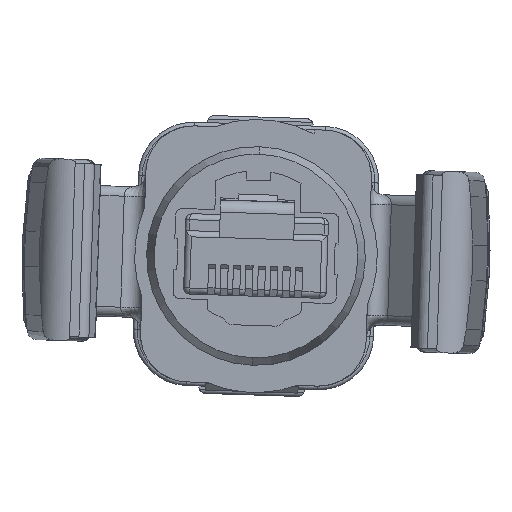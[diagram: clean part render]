
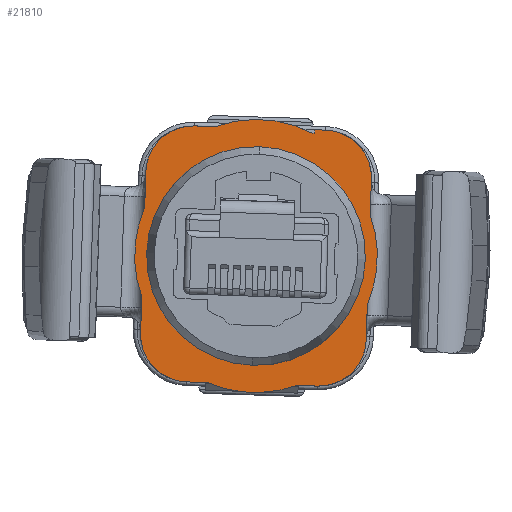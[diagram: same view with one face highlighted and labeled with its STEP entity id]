
A CAD part, front view. The second image highlights one B-rep face of the part: STEP entity #21810.
In plain terms, the highlighted face is planar.
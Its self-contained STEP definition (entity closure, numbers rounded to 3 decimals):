
#19990=CARTESIAN_POINT('',(-215.586,165.389,2.05));
#20000=VERTEX_POINT('',#19990);
#20080=CARTESIAN_POINT('',(-233.536,165.389,2.05));
#20090=VERTEX_POINT('',#20080);
#20120=CARTESIAN_POINT('',(-224.561,165.389,2.05));
#20130=DIRECTION('',(0.,0.,-1.));
#20140=DIRECTION('',(-1.,0.,0.));
#20150=AXIS2_PLACEMENT_3D('',#20120,#20130,#20140);
#20160=CIRCLE('',#20150,8.975);
#20170=EDGE_CURVE('',#20000,#20090,#20160,.T.);
#20290=CARTESIAN_POINT('',(-215.301,166.639,2.05)
);
#20300=DIRECTION('',(0.,0.,-1.));
#20310=DIRECTION('',(-1.,0.,0.));
#20320=AXIS2_PLACEMENT_3D('',#20290,#20300,#20310);
#20330=PLANE('',#20320);
#20340=EDGE_CURVE('',#20090,#20000,#20160,.T.);
#20350=ORIENTED_EDGE('',*,*,#20340,.F.);
#20360=ORIENTED_EDGE('',*,*,#20170,.F.);
#20370=EDGE_LOOP('',(#20360,#20350));
#20380=FACE_BOUND('',#20370,.T.);
#20390=CARTESIAN_POINT('',(-224.561,164.139,2.05));
#20400=DIRECTION('',(0.,0.,1.));
#20410=DIRECTION('',(0.,1.,0.));
#20420=AXIS2_PLACEMENT_3D('',#20390,#20400,#20410);
#20430=CIRCLE('',#20420,9.96);
#20440=CARTESIAN_POINT('',(-228.229,154.879,
2.05));
#20450=VERTEX_POINT('',#20440);
#20460=CARTESIAN_POINT('',(-220.211,155.179,
2.05));
#20470=VERTEX_POINT('',#20460);
#20480=EDGE_CURVE('',#20450,#20470,#20430,.T.);
#20490=ORIENTED_EDGE('',*,*,#20480,.F.);
#20500=CARTESIAN_POINT('',(-225.561,155.179,2.05
));
#20510=DIRECTION('',(1.,0.,0.));
#20520=VECTOR('',#20510,1.);
#20530=LINE('',#20500,#20520);
#20540=CARTESIAN_POINT('',(-220.061,155.179,
2.05));
#20550=VERTEX_POINT('',#20540);
#20560=EDGE_CURVE('',#20470,#20550,#20530,.T.);
#20570=ORIENTED_EDGE('',*,*,#20560,.F.);
#20580=CARTESIAN_POINT('',(-220.061,224.19,2.05
));
#20590=DIRECTION('',(0.,1.,0.));
#20600=VECTOR('',#20590,1.);
#20610=LINE('',#20580,#20600);
#20620=CARTESIAN_POINT('',(-220.061,154.879,
2.05));
#20630=VERTEX_POINT('',#20620);
#20640=EDGE_CURVE('',#20630,#20550,#20610,.T.);
#20650=ORIENTED_EDGE('',*,*,#20640,.T.);
#20660=CARTESIAN_POINT('',(-225.561,154.879,2.05)
);
#20670=DIRECTION('',(1.,-0.,0.));
#20680=VECTOR('',#20670,1.);
#20690=LINE('',#20660,#20680);
#20700=CARTESIAN_POINT('',(-219.201,154.879,
2.05));
#20710=VERTEX_POINT('',#20700);
#20720=EDGE_CURVE('',#20630,#20710,#20690,.T.);
#20730=ORIENTED_EDGE('',*,*,#20720,.F.);
#20740=CARTESIAN_POINT('',(-219.201,158.779,
2.05));
#20750=DIRECTION('',(0.,0.,-1.));
#20760=DIRECTION('',(0.,1.,0.));
#20770=AXIS2_PLACEMENT_3D('',#20740,#20750,#20760);
#20780=CIRCLE('',#20770,3.9);
#20790=CARTESIAN_POINT('',(-215.301,158.779,
2.05));
#20800=VERTEX_POINT('',#20790);
#20810=EDGE_CURVE('',#20800,#20710,#20780,.T.);
#20820=ORIENTED_EDGE('',*,*,#20810,.T.);
#20830=CARTESIAN_POINT('',(-215.301,224.19,2.05)
);
#20840=DIRECTION('',(0.,1.,0.));
#20850=VECTOR('',#20840,1.);
#20860=LINE('',#20830,#20850);
#20870=CARTESIAN_POINT('',(-215.301,161.721,
2.05));
#20880=VERTEX_POINT('',#20870);
#20890=EDGE_CURVE('',#20800,#20880,#20860,.T.);
#20900=ORIENTED_EDGE('',*,*,#20890,.F.);
#20910=CARTESIAN_POINT('',(-224.561,165.389,2.05));
#20920=DIRECTION('',(0.,0.,1.));
#20930=DIRECTION('',(-1.,0.,0.));
#20940=AXIS2_PLACEMENT_3D('',#20910,#20920,#20930);
#20950=CIRCLE('',#20940,9.96);
#20960=CARTESIAN_POINT('',(-215.301,169.057,
2.05));
#20970=VERTEX_POINT('',#20960);
#20980=EDGE_CURVE('',#20880,#20970,#20950,.T.);
#20990=ORIENTED_EDGE('',*,*,#20980,.F.);
#21000=CARTESIAN_POINT('',(-215.301,171.999,
2.05));
#21010=VERTEX_POINT('',#21000);
#21020=EDGE_CURVE('',#20970,#21010,#20860,.T.);
#21030=ORIENTED_EDGE('',*,*,#21020,.F.);
#21040=CARTESIAN_POINT('',(-219.201,171.999,
2.05));
#21050=DIRECTION('',(0.,0.,-1.));
#21060=DIRECTION('',(0.,1.,0.));
#21070=AXIS2_PLACEMENT_3D('',#21040,#21050,#21060);
#21080=CIRCLE('',#21070,3.9);
#21090=CARTESIAN_POINT('',(-219.201,175.899,
2.05));
#21100=VERTEX_POINT('',#21090);
#21110=EDGE_CURVE('',#21100,#21010,#21080,.T.);
#21120=ORIENTED_EDGE('',*,*,#21110,.T.);
#21130=CARTESIAN_POINT('',(-225.561,175.899,2.05
));
#21140=DIRECTION('',(-1.,0.,0.));
#21150=VECTOR('',#21140,1.);
#21160=LINE('',#21130,#21150);
#21170=CARTESIAN_POINT('',(-220.893,175.899,
2.05));
#21180=VERTEX_POINT('',#21170);
#21190=EDGE_CURVE('',#21100,#21180,#21160,.T.);
#21200=ORIENTED_EDGE('',*,*,#21190,.F.);
#21210=CARTESIAN_POINT('',(-224.561,166.639,2.05));
#21220=DIRECTION('',(0.,0.,1.));
#21230=DIRECTION('',(0.,-1.,0.));
#21240=AXIS2_PLACEMENT_3D('',#21210,#21220,#21230);
#21250=CIRCLE('',#21240,9.96);
#21260=CARTESIAN_POINT('',(-228.229,175.899,
2.05));
#21270=VERTEX_POINT('',#21260);
#21280=EDGE_CURVE('',#21180,#21270,#21250,.T.);
#21290=ORIENTED_EDGE('',*,*,#21280,.F.);
#21300=CARTESIAN_POINT('',(-229.921,175.899,
2.05));
#21310=VERTEX_POINT('',#21300);
#21320=EDGE_CURVE('',#21270,#21310,#21160,.T.);
#21330=ORIENTED_EDGE('',*,*,#21320,.F.);
#21340=CARTESIAN_POINT('',(-229.921,171.999,
2.05));
#21350=DIRECTION('',(0.,0.,-1.));
#21360=DIRECTION('',(0.,1.,0.));
#21370=AXIS2_PLACEMENT_3D('',#21340,#21350,#21360);
#21380=CIRCLE('',#21370,3.9);
#21390=CARTESIAN_POINT('',(-233.821,171.999,
2.05));
#21400=VERTEX_POINT('',#21390);
#21410=EDGE_CURVE('',#21400,#21310,#21380,.T.);
#21420=ORIENTED_EDGE('',*,*,#21410,.T.);
#21430=CARTESIAN_POINT('',(-233.821,224.19,2.05
));
#21440=DIRECTION('',(0.,1.,0.));
#21450=VECTOR('',#21440,1.);
#21460=LINE('',#21430,#21450);
#21470=CARTESIAN_POINT('',(-233.821,169.057,
2.05));
#21480=VERTEX_POINT('',#21470);
#21490=EDGE_CURVE('',#21480,#21400,#21460,.T.);
#21500=ORIENTED_EDGE('',*,*,#21490,.T.);
#21510=CARTESIAN_POINT('',(-224.561,165.389,2.05));
#21520=DIRECTION('',(0.,0.,1.));
#21530=DIRECTION('',(1.,0.,0.));
#21540=AXIS2_PLACEMENT_3D('',#21510,#21520,#21530);
#21550=CIRCLE('',#21540,9.96);
#21560=CARTESIAN_POINT('',(-233.821,161.721,
2.05));
#21570=VERTEX_POINT('',#21560);
#21580=EDGE_CURVE('',#21480,#21570,#21550,.T.);
#21590=ORIENTED_EDGE('',*,*,#21580,.F.);
#21600=CARTESIAN_POINT('',(-233.821,158.779,
2.05));
#21610=VERTEX_POINT('',#21600);
#21620=EDGE_CURVE('',#21610,#21570,#21460,.T.);
#21630=ORIENTED_EDGE('',*,*,#21620,.T.);
#21640=CARTESIAN_POINT('',(-229.921,158.779,
2.05));
#21650=DIRECTION('',(0.,0.,1.));
#21660=DIRECTION('',(0.,-1.,0.));
#21670=AXIS2_PLACEMENT_3D('',#21640,#21650,#21660);
#21680=CIRCLE('',#21670,3.9);
#21690=CARTESIAN_POINT('',(-229.921,154.879,
2.05));
#21700=VERTEX_POINT('',#21690);
#21710=EDGE_CURVE('',#21610,#21700,#21680,.T.);
#21720=ORIENTED_EDGE('',*,*,#21710,.F.);
#21730=CARTESIAN_POINT('',(-225.561,154.879,2.05)
);
#21740=DIRECTION('',(1.,-0.,0.));
#21750=VECTOR('',#21740,1.);
#21760=LINE('',#21730,#21750);
#21770=EDGE_CURVE('',#21700,#20450,#21760,.T.);
#21780=ORIENTED_EDGE('',*,*,#21770,.F.);
#21790=EDGE_LOOP('',(#21780,#21720,#21630,#21590,#21500,#21420,#21330,
#21290,#21200,#21120,#21030,#20990,#20900,#20820,#20730,#20650,#20570,
#20490));
#21800=FACE_OUTER_BOUND('',#21790,.T.);
#21810=ADVANCED_FACE('',(#20380,#21800),#20330,.T.);
